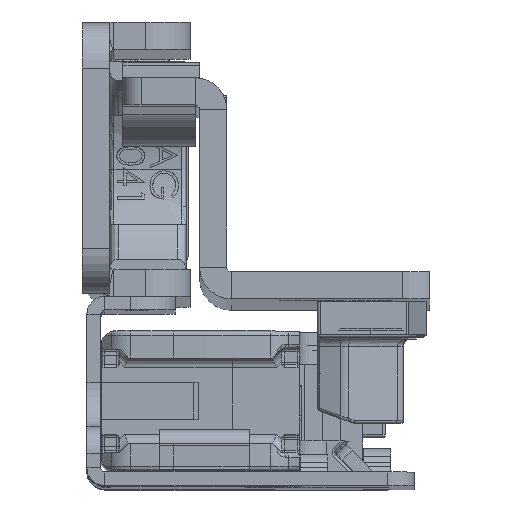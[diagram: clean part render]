
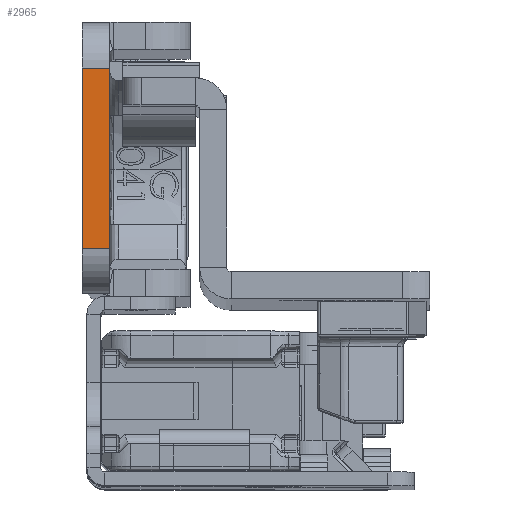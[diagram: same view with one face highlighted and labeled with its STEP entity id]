
A CAD part, top view. The second image highlights one B-rep face of the part: STEP entity #2965.
In plain terms, the highlighted planar face has unit normal (0, 0, 1).
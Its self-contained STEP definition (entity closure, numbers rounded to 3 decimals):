
#2018 = LINE ( 'NONE', #41496, #37127 ) ;
#2470 = VECTOR ( 'NONE', #48623, 1000. ) ;
#2472 = CARTESIAN_POINT ( 'NONE',  ( 0., -22.5, 0. ) ) ;
#2965 = ADVANCED_FACE ( 'NONE', ( #6610 ), #46111, .F. ) ;
#6610 = FACE_OUTER_BOUND ( 'NONE', #24993, .T. ) ;
#10312 = AXIS2_PLACEMENT_3D ( 'NONE', #35126, #12432, #18650 ) ;
#12432 = DIRECTION ( 'NONE',  ( 0., 0., -1. ) ) ;
#12708 = VECTOR ( 'NONE', #53583, 1000. ) ;
#14592 = CARTESIAN_POINT ( 'NONE',  ( 3., -22.5, 0. ) ) ;
#16688 = VERTEX_POINT ( 'NONE', #27801 ) ;
#18650 = DIRECTION ( 'NONE',  ( -1., 0., 0. ) ) ;
#20466 = EDGE_CURVE ( 'NONE', #28245, #26766, #2018, .T. ) ;
#21174 = LINE ( 'NONE', #14592, #2470 ) ;
#23140 = EDGE_CURVE ( 'NONE', #65062, #16688, #26120, .T. ) ;
#24993 = EDGE_LOOP ( 'NONE', ( #36166, #44236, #63445, #69563 ) ) ;
#25013 = DIRECTION ( 'NONE',  ( -1., 0., 0. ) ) ;
#25069 = EDGE_CURVE ( 'NONE', #28245, #65062, #21174, .T. ) ;
#26120 = LINE ( 'NONE', #41880, #12708 ) ;
#26766 = VERTEX_POINT ( 'NONE', #59081 ) ;
#27801 = CARTESIAN_POINT ( 'NONE',  ( 0., -10., 0. ) ) ;
#28245 = VERTEX_POINT ( 'NONE', #65499 ) ;
#35126 = CARTESIAN_POINT ( 'NONE',  ( 3., -22.5, 0. ) ) ;
#35380 = DIRECTION ( 'NONE',  ( 0., -1., 0. ) ) ;
#36166 = ORIENTED_EDGE ( 'NONE', *, *, #23140, .F. ) ;
#37127 = VECTOR ( 'NONE', #25013, 1000. ) ;
#41496 = CARTESIAN_POINT ( 'NONE',  ( 3., 10., 0. ) ) ;
#41880 = CARTESIAN_POINT ( 'NONE',  ( 3., -10., 0. ) ) ;
#42683 = EDGE_CURVE ( 'NONE', #26766, #16688, #70469, .T. ) ;
#44236 = ORIENTED_EDGE ( 'NONE', *, *, #25069, .F. ) ;
#46111 = PLANE ( 'NONE',  #10312 ) ;
#48623 = DIRECTION ( 'NONE',  ( 0., -1., 0. ) ) ;
#50924 = CARTESIAN_POINT ( 'NONE',  ( 3., -10., 0. ) ) ;
#53583 = DIRECTION ( 'NONE',  ( -1., 0., 0. ) ) ;
#59081 = CARTESIAN_POINT ( 'NONE',  ( 0., 10., 0. ) ) ;
#63445 = ORIENTED_EDGE ( 'NONE', *, *, #20466, .T. ) ;
#65062 = VERTEX_POINT ( 'NONE', #50924 ) ;
#65499 = CARTESIAN_POINT ( 'NONE',  ( 3., 10., 0. ) ) ;
#69563 = ORIENTED_EDGE ( 'NONE', *, *, #42683, .T. ) ;
#70469 = LINE ( 'NONE', #2472, #72389 ) ;
#72389 = VECTOR ( 'NONE', #35380, 1000. ) ;
